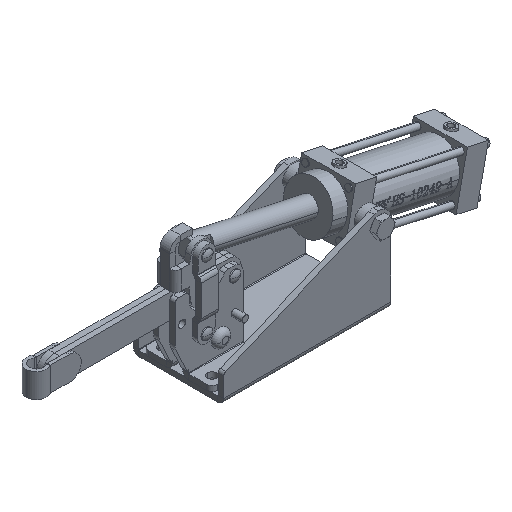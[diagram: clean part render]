
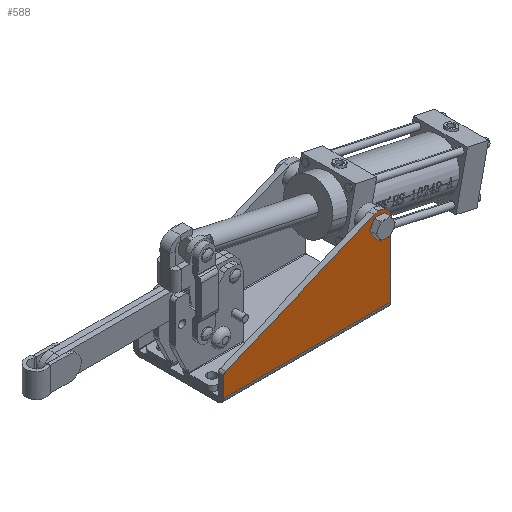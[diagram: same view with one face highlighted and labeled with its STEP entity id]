
A CAD part, isometric view. The second image highlights one B-rep face of the part: STEP entity #588.
In plain terms, the highlighted planar face has unit normal (0, -1, 0).
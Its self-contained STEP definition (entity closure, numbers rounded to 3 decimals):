
#588 = ADVANCED_FACE ( 'NONE', ( #30518, #30528 ), #29591, .T. ) ;
#1228 = EDGE_CURVE ( 'NONE', #8548, #8393, #31483, .T. ) ;
#1230 = EDGE_CURVE ( 'NONE', #8465, #8374, #31482, .T. ) ;
#1231 = EDGE_CURVE ( 'NONE', #8461, #8326, #31484, .T. ) ;
#1232 = EDGE_CURVE ( 'NONE', #8475, #8465, #31486, .T. ) ;
#1701 = EDGE_CURVE ( 'NONE', #8416, #8533, #10057, .T. ) ;
#1705 = EDGE_CURVE ( 'NONE', #8416, #8475, #10065, .T. ) ;
#1708 = EDGE_CURVE ( 'NONE', #8326, #8533, #10069, .T. ) ;
#1711 = EDGE_CURVE ( 'NONE', #8374, #8461, #10073, .T. ) ;
#1716 = EDGE_CURVE ( 'NONE', #8393, #8548, #10076, .T. ) ;
#3238 = EDGE_LOOP ( 'NONE', ( #32034, #32035 ) ) ;
#3239 = EDGE_LOOP ( 'NONE', ( #32036, #32037, #32038, #32039, #32040, #32041, #32042 ) ) ;
#8326 = VERTEX_POINT ( 'NONE', #22062 ) ;
#8374 = VERTEX_POINT ( 'NONE', #22110 ) ;
#8393 = VERTEX_POINT ( 'NONE', #22129 ) ;
#8416 = VERTEX_POINT ( 'NONE', #22152 ) ;
#8461 = VERTEX_POINT ( 'NONE', #22197 ) ;
#8465 = VERTEX_POINT ( 'NONE', #22201 ) ;
#8475 = VERTEX_POINT ( 'NONE', #22211 ) ;
#8533 = VERTEX_POINT ( 'NONE', #22269 ) ;
#8548 = VERTEX_POINT ( 'NONE', #22284 ) ;
#9501 = CARTESIAN_POINT ( 'NONE',  ( -75.648, -42., 21.376 ) ) ;
#9503 = CARTESIAN_POINT ( 'NONE',  ( 66.4, -42., 68.2 ) ) ;
#9504 = DIRECTION ( 'NONE',  ( 0., 1., 0. ) ) ;
#9505 = DIRECTION ( 'NONE',  ( 0., 0., -1. ) ) ;
#9506 = DIRECTION ( 'NONE',  ( 0.924, 0., 0.383 ) ) ;
#9508 = CARTESIAN_POINT ( 'NONE',  ( 66.4, -42., 68.2 ) ) ;
#9509 = DIRECTION ( 'NONE',  ( 0., 1., 0. ) ) ;
#9510 = DIRECTION ( 'NONE',  ( 0., 0., -1. ) ) ;
#9512 = CARTESIAN_POINT ( 'NONE',  ( -74.5, -42., 18.605 ) ) ;
#9513 = DIRECTION ( 'NONE',  ( 0., 1., 0. ) ) ;
#9514 = DIRECTION ( 'NONE',  ( 0., 0., -1. ) ) ;
#10057 = LINE ( 'NONE', #19342, #10060 ) ;
#10060 = VECTOR ( 'NONE', #19344, 1000. ) ;
#10065 = LINE ( 'NONE', #19348, #10068 ) ;
#10068 = VECTOR ( 'NONE', #19349, 1000. ) ;
#10069 = LINE ( 'NONE', #19352, #10072 ) ;
#10072 = VECTOR ( 'NONE', #19354, 1000. ) ;
#10073 = CIRCLE ( 'NONE', #16592, 11.1 ) ;
#10076 = CIRCLE ( 'NONE', #16596, 5. ) ;
#15751 = AXIS2_PLACEMENT_3D ( 'NONE', #29587, #29596, #29597 ) ;
#16407 = AXIS2_PLACEMENT_3D ( 'NONE', #9503, #9504, #9505 ) ;
#16414 = AXIS2_PLACEMENT_3D ( 'NONE', #9508, #9509, #9510 ) ;
#16416 = AXIS2_PLACEMENT_3D ( 'NONE', #9512, #9513, #9514 ) ;
#16592 = AXIS2_PLACEMENT_3D ( 'NONE', #19356, #19357, #19358 ) ;
#16596 = AXIS2_PLACEMENT_3D ( 'NONE', #19364, #19365, #19366 ) ;
#19342 = CARTESIAN_POINT ( 'NONE',  ( 66.4, -42., 0.5 ) ) ;
#19344 = DIRECTION ( 'NONE',  ( 1., 0., 0. ) ) ;
#19348 = CARTESIAN_POINT ( 'NONE',  ( -77.5, -42., 18.605 ) ) ;
#19349 = DIRECTION ( 'NONE',  ( 0., 0., 1. ) ) ;
#19352 = CARTESIAN_POINT ( 'NONE',  ( 77.5, -42., 0. ) ) ;
#19354 = DIRECTION ( 'NONE',  ( 0., 0., -1. ) ) ;
#19356 = CARTESIAN_POINT ( 'NONE',  ( 66.4, -42., 68.2 ) ) ;
#19357 = DIRECTION ( 'NONE',  ( 0., 1., 0. ) ) ;
#19358 = DIRECTION ( 'NONE',  ( 0., 0., -1. ) ) ;
#19364 = CARTESIAN_POINT ( 'NONE',  ( 66.4, -42., 68.2 ) ) ;
#19365 = DIRECTION ( 'NONE',  ( 0., 1., 0. ) ) ;
#19366 = DIRECTION ( 'NONE',  ( 0., 0., -1. ) ) ;
#22062 = CARTESIAN_POINT ( 'NONE',  ( 77.5, -42., 68.2 ) ) ;
#22110 = CARTESIAN_POINT ( 'NONE',  ( 62.152, -42., 78.455 ) ) ;
#22129 = CARTESIAN_POINT ( 'NONE',  ( 66.4, -42., 63.2 ) ) ;
#22152 = CARTESIAN_POINT ( 'NONE',  ( -77.5, -42., 0.5 ) ) ;
#22197 = CARTESIAN_POINT ( 'NONE',  ( 66.4, -42., 79.3 ) ) ;
#22201 = CARTESIAN_POINT ( 'NONE',  ( -75.648, -42., 21.376 ) ) ;
#22211 = CARTESIAN_POINT ( 'NONE',  ( -77.5, -42., 18.605 ) ) ;
#22269 = CARTESIAN_POINT ( 'NONE',  ( 77.5, -42., 0.5 ) ) ;
#22284 = CARTESIAN_POINT ( 'NONE',  ( 66.4, -42., 73.2 ) ) ;
#29587 = CARTESIAN_POINT ( 'NONE',  ( 66.4, -42., 68.2 ) ) ;
#29591 = PLANE ( 'NONE',  #15751 ) ;
#29596 = DIRECTION ( 'NONE',  ( 0., -1., 0. ) ) ;
#29597 = DIRECTION ( 'NONE',  ( 0., 0., 1. ) ) ;
#30518 = FACE_BOUND ( 'NONE', #3238, .T. ) ;
#30528 = FACE_OUTER_BOUND ( 'NONE', #3239, .T. ) ;
#31482 = LINE ( 'NONE', #9501, #31487 ) ;
#31483 = CIRCLE ( 'NONE', #16407, 5. ) ;
#31484 = CIRCLE ( 'NONE', #16414, 11.1 ) ;
#31486 = CIRCLE ( 'NONE', #16416, 3. ) ;
#31487 = VECTOR ( 'NONE', #9506, 1000. ) ;
#32034 = ORIENTED_EDGE ( 'NONE', *, *, #1228, .T. ) ;
#32035 = ORIENTED_EDGE ( 'NONE', *, *, #1716, .T. ) ;
#32036 = ORIENTED_EDGE ( 'NONE', *, *, #1705, .F. ) ;
#32037 = ORIENTED_EDGE ( 'NONE', *, *, #1701, .T. ) ;
#32038 = ORIENTED_EDGE ( 'NONE', *, *, #1708, .F. ) ;
#32039 = ORIENTED_EDGE ( 'NONE', *, *, #1231, .F. ) ;
#32040 = ORIENTED_EDGE ( 'NONE', *, *, #1711, .F. ) ;
#32041 = ORIENTED_EDGE ( 'NONE', *, *, #1230, .F. ) ;
#32042 = ORIENTED_EDGE ( 'NONE', *, *, #1232, .F. ) ;
